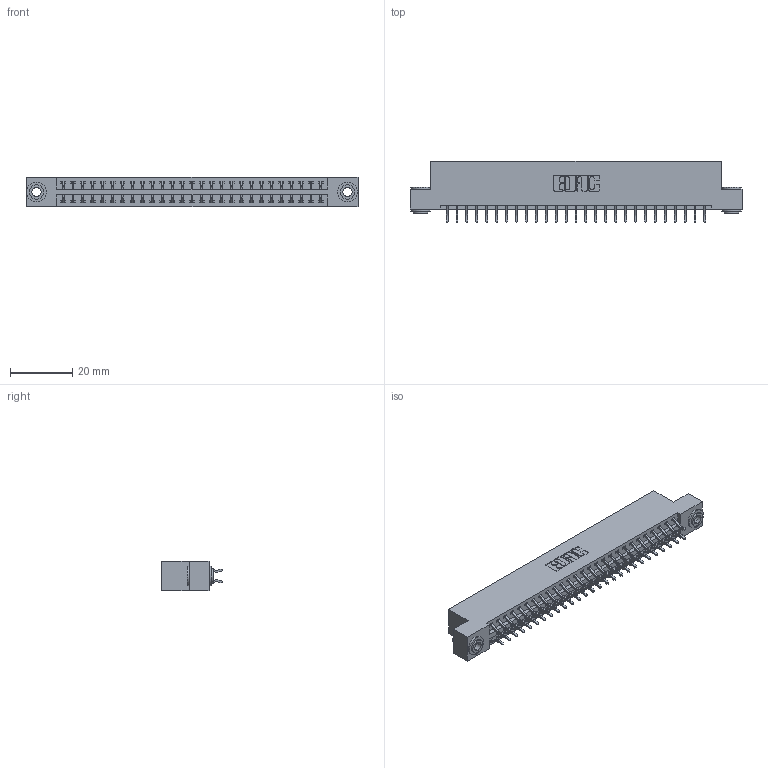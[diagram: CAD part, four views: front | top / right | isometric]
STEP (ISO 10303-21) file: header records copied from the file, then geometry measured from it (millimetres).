
FILE_DESCRIPTION (( 'STEP AP203' ), '1' );
FILE_NAME ('396-054-556-203.STEP', '2019-10-30T14:30:26', ( '' ), ( '' ), 'SwSTEP 2.0', 'SolidWorks 2016', '' );
FILE_SCHEMA (( 'CONFIG_CONTROL_DESIGN' ));
Length unit declared in the file: inch
Products named in the file (4): 346 Part_Flush Mounting Lugs - 0.156 Dia-TH; 345-292-001_556 Tail; 396-054-556-203; 345-250-002_345-250-002-102
Assembly tree (57 placements, depth 2):
  396-054-556-203
    346 Part_Flush Mounting Lugs - 0.156 Dia-TH
    345-292-001_556 Tail  x54
    345-250-002_345-250-002-102  x2
Bounding box: 106.3 x 19.57 x 9.4 mm (x, y, z)
Volume: 10266.2 mm3; surface area: 14039.9 mm2
Topology: 57 solids, 57 shells, 3292 faces, 9747 edges, 6422 vertices
Faces by surface type: plane 2192, cylinder 1092, cone 8
Entity records: 20510 total; most frequent: CARTESIAN_POINT 3391, ORIENTED_EDGE 3306, DIRECTION 3059, EDGE_CURVE 1653, VECTOR 1381, LINE 1381, VERTEX_POINT 1098, AXIS2_PLACEMENT_3D 839
